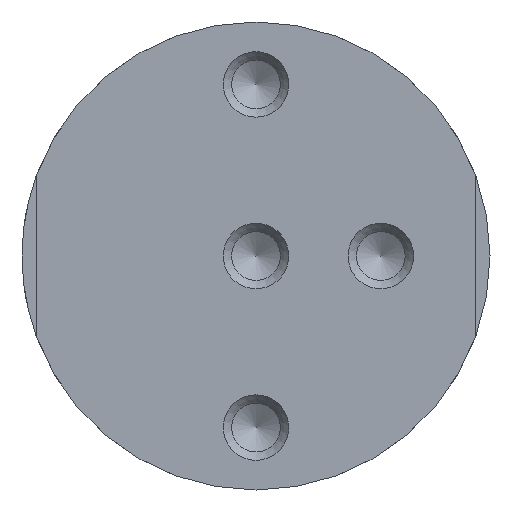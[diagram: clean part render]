
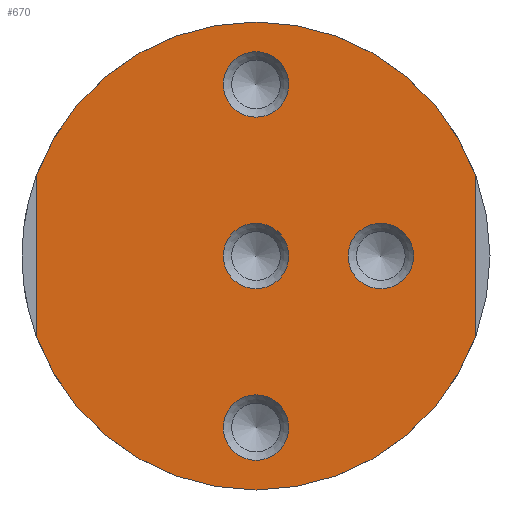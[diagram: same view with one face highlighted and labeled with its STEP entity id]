
A CAD part, left-side view. The second image highlights one B-rep face of the part: STEP entity #670.
In plain terms, the highlighted planar face has unit normal (-1, 0, 0).
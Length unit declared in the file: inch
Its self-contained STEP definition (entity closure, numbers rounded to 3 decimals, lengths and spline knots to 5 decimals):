
#30=FACE_BOUND($,#221,.T.);
#31=FACE_BOUND($,#222,.T.);
#32=FACE_BOUND($,#223,.T.);
#33=FACE_BOUND($,#224,.T.);
#34=FACE_BOUND($,#225,.T.);
#75=CIRCLE($,#711,0.105);
#78=CIRCLE($,#717,0.105);
#81=CIRCLE($,#723,0.105);
#84=CIRCLE($,#729,0.105);
#89=CIRCLE($,#740,0.75);
#90=CIRCLE($,#741,0.75);
#221=EDGE_LOOP($,(#575));
#222=EDGE_LOOP($,(#576));
#223=EDGE_LOOP($,(#577));
#224=EDGE_LOOP($,(#578));
#225=EDGE_LOOP($,(#579,#580,#581,#582));
#276=LINE($,#1115,#306);
#280=LINE($,#1126,#310);
#306=VECTOR($,#900,0.51176);
#310=VECTOR($,#910,0.51176);
#337=VERTEX_POINT($,#1074);
#340=VERTEX_POINT($,#1083);
#343=VERTEX_POINT($,#1092);
#346=VERTEX_POINT($,#1101);
#350=VERTEX_POINT($,#1112);
#351=VERTEX_POINT($,#1114);
#354=VERTEX_POINT($,#1123);
#355=VERTEX_POINT($,#1125);
#408=EDGE_CURVE($,#337,#337,#75,.T.);
#411=EDGE_CURVE($,#340,#340,#78,.T.);
#414=EDGE_CURVE($,#343,#343,#81,.T.);
#417=EDGE_CURVE($,#346,#346,#84,.T.);
#422=EDGE_CURVE($,#351,#350,#276,.T.);
#427=EDGE_CURVE($,#355,#354,#280,.T.);
#430=EDGE_CURVE($,#351,#354,#89,.T.);
#431=EDGE_CURVE($,#355,#350,#90,.T.);
#575=ORIENTED_EDGE($,*,*,#408,.T.);
#576=ORIENTED_EDGE($,*,*,#411,.T.);
#577=ORIENTED_EDGE($,*,*,#414,.T.);
#578=ORIENTED_EDGE($,*,*,#417,.T.);
#579=ORIENTED_EDGE($,*,*,#422,.T.);
#580=ORIENTED_EDGE($,*,*,#431,.F.);
#581=ORIENTED_EDGE($,*,*,#427,.T.);
#582=ORIENTED_EDGE($,*,*,#430,.F.);
#630=PLANE($,#757);
#670=ADVANCED_FACE($,(#30,#31,#32,#33,#34),#630,.T.);
#711=AXIS2_PLACEMENT_3D($,#1075,#850,#851);
#717=AXIS2_PLACEMENT_3D($,#1084,#862,#863);
#723=AXIS2_PLACEMENT_3D($,#1093,#874,#875);
#729=AXIS2_PLACEMENT_3D($,#1102,#886,#887);
#740=AXIS2_PLACEMENT_3D($,#1131,#916,#917);
#741=AXIS2_PLACEMENT_3D($,#1132,#918,#919);
#757=AXIS2_PLACEMENT_3D($,#1167,#954,#955);
#850=DIRECTION('center_axis',(1.,0.,0.));
#851=DIRECTION('ref_axis',(0.,0.,1.));
#862=DIRECTION('center_axis',(1.,0.,0.));
#863=DIRECTION('ref_axis',(0.,0.,1.));
#874=DIRECTION('center_axis',(1.,0.,0.));
#875=DIRECTION('ref_axis',(0.,0.,1.));
#886=DIRECTION('center_axis',(1.,0.,0.));
#887=DIRECTION('ref_axis',(0.,0.,1.));
#900=DIRECTION($,(0.,0.,1.));
#910=DIRECTION($,(0.,0.,-1.));
#916=DIRECTION('center_axis',(1.,0.,0.));
#917=DIRECTION('ref_axis',(0.,0.,-1.));
#918=DIRECTION('center_axis',(1.,0.,0.));
#919=DIRECTION('ref_axis',(0.,0.,-1.));
#954=DIRECTION('center_axis',(-1.,0.,0.));
#955=DIRECTION('ref_axis',(0.,0.,1.));
#1074=CARTESIAN_POINT('',(0.,0.,
-0.445));
#1075=CARTESIAN_POINT('Origin',(0.,0.,
-0.55));
#1083=CARTESIAN_POINT('',(0.,0.,0.105));
#1084=CARTESIAN_POINT('Origin',(0.,0.,0.));
#1092=CARTESIAN_POINT('',(0.,-0.4,0.105));
#1093=CARTESIAN_POINT('Origin',(0.,-0.4,0.));
#1101=CARTESIAN_POINT('',(0.,0.,
0.655));
#1102=CARTESIAN_POINT('Origin',(0.,0.,
0.55));
#1112=CARTESIAN_POINT('',(0.,-0.705,0.25588));
#1114=CARTESIAN_POINT('',(0.,-0.705,-0.25588));
#1115=CARTESIAN_POINT($,(0.,-0.705,-0.27165));
#1123=CARTESIAN_POINT('',(0.,0.705,-0.25588));
#1125=CARTESIAN_POINT('',(0.,0.705,0.25588));
#1126=CARTESIAN_POINT($,(0.,0.705,0.23762));
#1131=CARTESIAN_POINT('Origin',(0.,0.,0.));
#1132=CARTESIAN_POINT('Origin',(0.,0.,0.));
#1167=CARTESIAN_POINT('Origin',(0.,0.75,0.));
